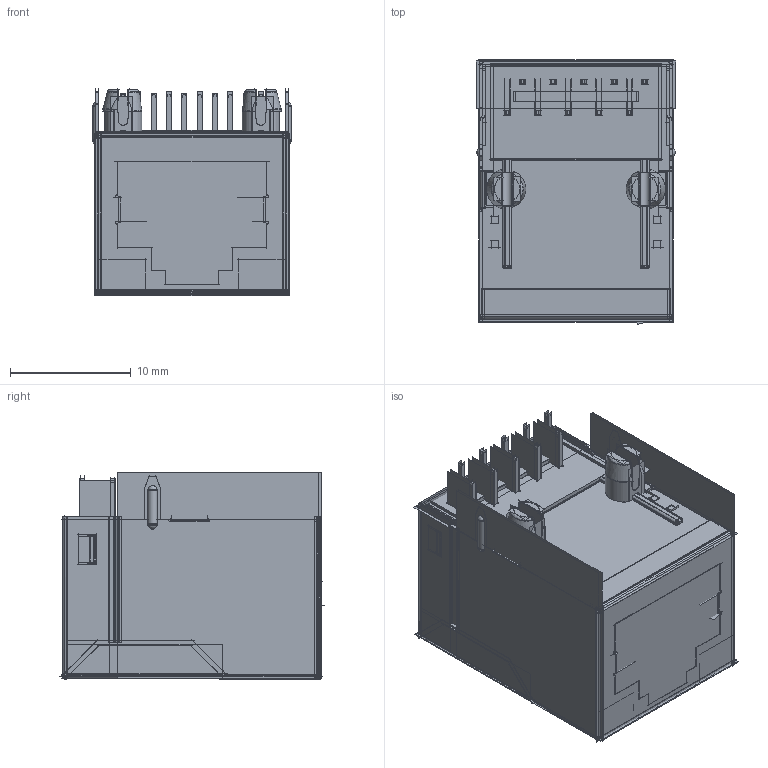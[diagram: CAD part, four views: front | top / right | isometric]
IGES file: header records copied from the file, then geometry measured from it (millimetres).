
Start section:  PTC IGES file: DGKYD211Q066GWA4D.igs
Global section: file name: DGKYD211Q066GWA4D.igs; native system: Creo Parametric by PTC Inc.; preprocessor: 2018400; author: Administrator; organization: Unknown; date: 20210820.143607; units: millimetre
Bounding box: 16.59 x 21.98 x 17.19 mm (x, y, z)
Surface area: 340739.2 mm2
Topology: 21 solids, 21 shells, 2048 faces, 13452 edges, 18846 vertices
Faces by surface type: bspline 1706, revolution 342
